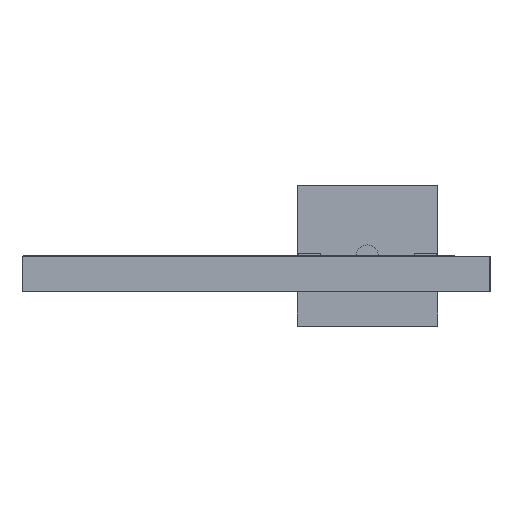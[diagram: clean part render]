
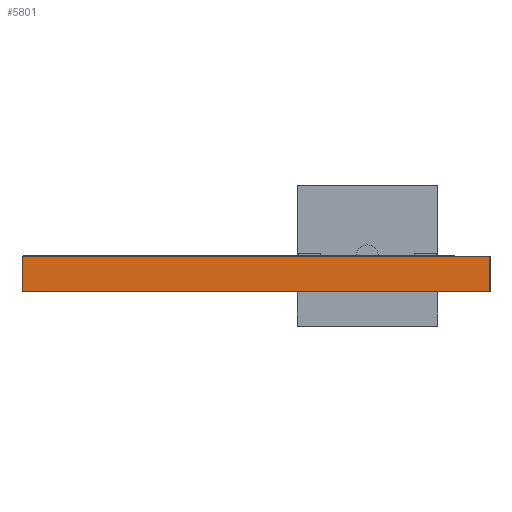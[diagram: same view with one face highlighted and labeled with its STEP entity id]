
A CAD part, left-side view. The second image highlights one B-rep face of the part: STEP entity #5801.
In plain terms, the highlighted planar face has unit normal (-1, 0, 0).
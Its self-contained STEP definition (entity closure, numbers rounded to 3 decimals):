
#764=FACE_OUTER_BOUND('',#1124,.T.);
#1124=EDGE_LOOP('',(#5238,#5239,#5240,#5241));
#1690=LINE('',#10503,#2251);
#1692=LINE('',#10553,#2253);
#1693=LINE('',#10554,#2254);
#1694=LINE('',#10555,#2255);
#2251=VECTOR('',#6994,10.);
#2253=VECTOR('',#7052,10.);
#2254=VECTOR('',#7053,10.);
#2255=VECTOR('',#7054,10.);
#2792=VERTEX_POINT('',#10500);
#2793=VERTEX_POINT('',#10502);
#2812=VERTEX_POINT('',#10551);
#2813=VERTEX_POINT('',#10552);
#3606=EDGE_CURVE('',#2792,#2793,#1690,.T.);
#3626=EDGE_CURVE('',#2812,#2813,#1692,.T.);
#3627=EDGE_CURVE('',#2813,#2793,#1693,.T.);
#3628=EDGE_CURVE('',#2812,#2792,#1694,.T.);
#5238=ORIENTED_EDGE('',*,*,#3626,.T.);
#5239=ORIENTED_EDGE('',*,*,#3627,.T.);
#5240=ORIENTED_EDGE('',*,*,#3606,.F.);
#5241=ORIENTED_EDGE('',*,*,#3628,.F.);
#5443=PLANE('',#6047);
#5801=ADVANCED_FACE('',(#764),#5443,.T.);
#6047=AXIS2_PLACEMENT_3D('',#10550,#7050,#7051);
#6994=DIRECTION('',(0.,-1.,0.));
#7050=DIRECTION('center_axis',(-1.,0.,0.));
#7051=DIRECTION('ref_axis',(0.,-1.,0.));
#7052=DIRECTION('',(0.,-1.,0.));
#7053=DIRECTION('',(0.,0.,1.));
#7054=DIRECTION('',(0.,0.,1.));
#10500=CARTESIAN_POINT('',(0.,21.,1.6));
#10502=CARTESIAN_POINT('',(0.,0.,1.6));
#10503=CARTESIAN_POINT('',(0.,21.,1.6));
#10550=CARTESIAN_POINT('Origin',(0.,21.,0.));
#10551=CARTESIAN_POINT('',(0.,21.,0.));
#10552=CARTESIAN_POINT('',(0.,0.,0.));
#10553=CARTESIAN_POINT('',(0.,21.,0.));
#10554=CARTESIAN_POINT('',(0.,0.,0.));
#10555=CARTESIAN_POINT('',(0.,21.,0.));
